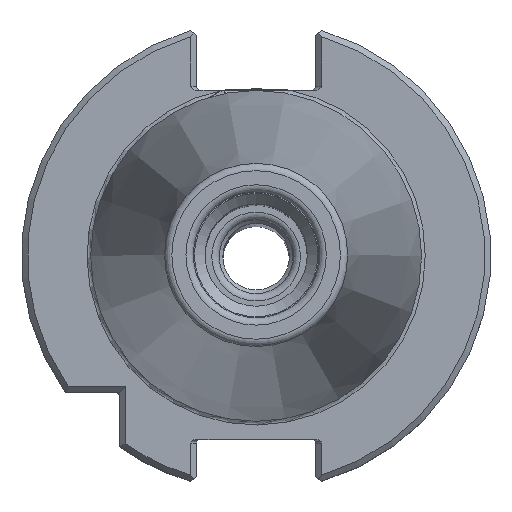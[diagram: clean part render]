
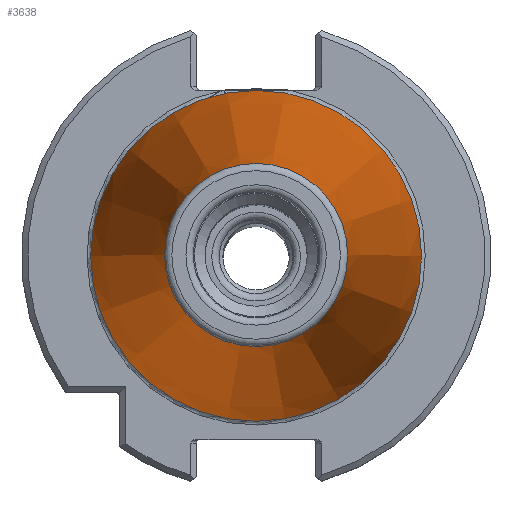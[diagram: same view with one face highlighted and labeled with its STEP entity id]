
A CAD part, top view. The second image highlights one B-rep face of the part: STEP entity #3638.
In plain terms, the highlighted conical face has half-angle 8.297 degrees and reference radius 22.395 mm.
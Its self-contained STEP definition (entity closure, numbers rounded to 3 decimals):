
#607=ORIENTED_EDGE('',*,*,#1160,.F.);
#608=ORIENTED_EDGE('',*,*,#1162,.T.);
#1160=EDGE_CURVE('',#1474,#1474,#1708,.T.);
#1162=EDGE_CURVE('',#1476,#1476,#1710,.T.);
#1474=VERTEX_POINT('',#5067);
#1476=VERTEX_POINT('',#5073);
#1708=CIRCLE('',#3889,12.397);
#1710=CIRCLE('',#3893,22.395);
#1912=EDGE_LOOP('',(#607));
#1913=EDGE_LOOP('',(#608));
#2180=FACE_BOUND('',#1912,.T.);
#2181=FACE_BOUND('',#1913,.T.);
#2328=CONICAL_SURFACE('',#3892,22.395,0.145);
#3638=ADVANCED_FACE('',(#2180,#2181),#2328,.T.);
#3889=AXIS2_PLACEMENT_3D('',#5066,#4370,#4371);
#3892=AXIS2_PLACEMENT_3D('',#5071,#4376,#4377);
#3893=AXIS2_PLACEMENT_3D('',#5072,#4378,#4379);
#4370=DIRECTION('',(0.,0.,1.));
#4371=DIRECTION('',(1.,0.,0.));
#4376=DIRECTION('',(0.,0.,-1.));
#4377=DIRECTION('',(-1.,0.,0.));
#4378=DIRECTION('',(0.,0.,1.));
#4379=DIRECTION('',(1.,0.,0.));
#5066=CARTESIAN_POINT('',(0.,0.,67.394));
#5067=CARTESIAN_POINT('',(12.397,0.,67.394));
#5071=CARTESIAN_POINT('',(0.,0.,-1.163));
#5072=CARTESIAN_POINT('',(0.,0.,-1.163));
#5073=CARTESIAN_POINT('',(22.395,0.,-1.163));
